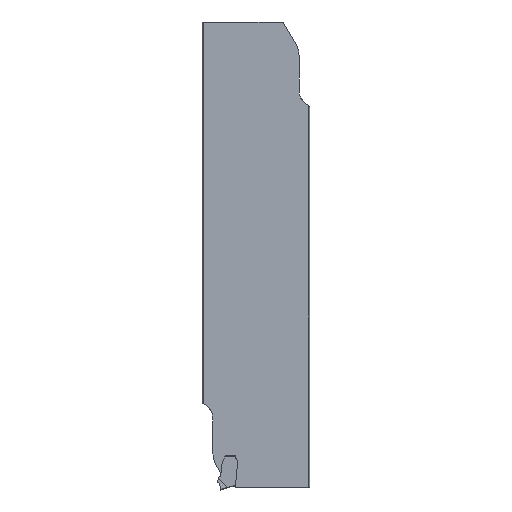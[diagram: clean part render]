
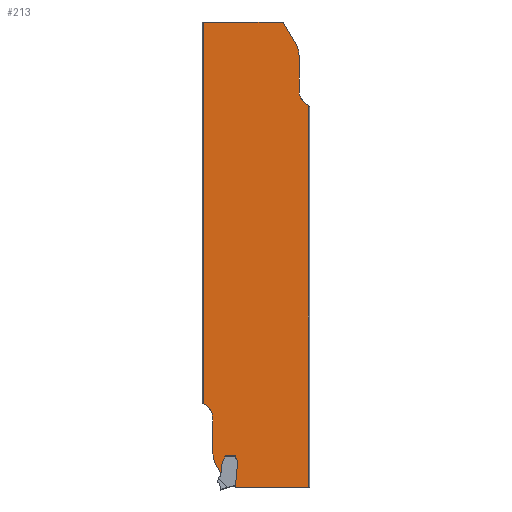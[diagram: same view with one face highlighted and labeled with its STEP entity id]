
A CAD part, left-side view. The second image highlights one B-rep face of the part: STEP entity #213.
In plain terms, the highlighted planar face has unit normal (-1, 0, 0).
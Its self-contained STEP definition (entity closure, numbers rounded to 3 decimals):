
#138=CIRCLE('',#1634,4.1);
#144=CIRCLE('',#1642,6.);
#145=CIRCLE('',#1643,1.);
#146=CIRCLE('',#1644,0.4);
#147=CIRCLE('',#1645,0.45);
#148=CIRCLE('',#1646,0.6);
#149=CIRCLE('',#1647,4.1);
#150=CIRCLE('',#1648,6.);
#213=ADVANCED_FACE('SHANKHEAD_FACE_LEFT',(#330),#291,.T.);
#291=PLANE('',#1649);
#330=FACE_OUTER_BOUND('',#409,.T.);
#409=EDGE_LOOP('',(#529,#530,#531,#532,#533,#534,#535,#536,#537,#538,#539,
#540,#541,#542,#543,#544,#545,#546,#547,#548,#549,#550,#551));
#487=B_SPLINE_CURVE_WITH_KNOTS('',3,(#2339,#2340,#2341,#2342,#2343,#2344,
#2345,#2346,#2347,#2348,#2349,#2350,#2351,#2352,#2353,#2354),
 .UNSPECIFIED.,.F.,.F.,(4,1,1,1,1,1,1,1,1,1,1,1,1,4),(0.,0.136,
0.159,0.166,0.178,0.202,0.218,
0.234,0.245,0.251,0.296,
0.757,0.97,1.),.UNSPECIFIED.);
#529=ORIENTED_EDGE('',*,*,#1097,.F.);
#530=ORIENTED_EDGE('',*,*,#1086,.T.);
#531=ORIENTED_EDGE('',*,*,#1098,.T.);
#532=ORIENTED_EDGE('',*,*,#1099,.T.);
#533=ORIENTED_EDGE('',*,*,#1100,.T.);
#534=ORIENTED_EDGE('',*,*,#1101,.T.);
#535=ORIENTED_EDGE('',*,*,#1102,.F.);
#536=ORIENTED_EDGE('',*,*,#1103,.T.);
#537=ORIENTED_EDGE('',*,*,#1104,.T.);
#538=ORIENTED_EDGE('',*,*,#1105,.T.);
#539=ORIENTED_EDGE('',*,*,#1106,.F.);
#540=ORIENTED_EDGE('',*,*,#1107,.T.);
#541=ORIENTED_EDGE('',*,*,#1108,.T.);
#542=ORIENTED_EDGE('',*,*,#1109,.T.);
#543=ORIENTED_EDGE('',*,*,#1110,.F.);
#544=ORIENTED_EDGE('',*,*,#1111,.T.);
#545=ORIENTED_EDGE('',*,*,#1112,.T.);
#546=ORIENTED_EDGE('',*,*,#1113,.T.);
#547=ORIENTED_EDGE('',*,*,#1114,.T.);
#548=ORIENTED_EDGE('',*,*,#1115,.T.);
#549=ORIENTED_EDGE('',*,*,#1116,.T.);
#550=ORIENTED_EDGE('',*,*,#1117,.T.);
#551=ORIENTED_EDGE('',*,*,#1073,.T.);
#933=VERTEX_POINT('',#2250);
#934=VERTEX_POINT('',#2252);
#939=VERTEX_POINT('',#2282);
#946=VERTEX_POINT('',#2310);
#955=VERTEX_POINT('',#2334);
#956=VERTEX_POINT('',#2336);
#957=VERTEX_POINT('',#2338);
#958=VERTEX_POINT('',#2355);
#959=VERTEX_POINT('',#2357);
#960=VERTEX_POINT('',#2359);
#961=VERTEX_POINT('',#2361);
#962=VERTEX_POINT('',#2363);
#963=VERTEX_POINT('',#2365);
#964=VERTEX_POINT('',#2367);
#965=VERTEX_POINT('',#2369);
#966=VERTEX_POINT('',#2371);
#967=VERTEX_POINT('',#2373);
#968=VERTEX_POINT('',#2375);
#969=VERTEX_POINT('',#2377);
#970=VERTEX_POINT('',#2379);
#971=VERTEX_POINT('',#2381);
#972=VERTEX_POINT('',#2383);
#973=VERTEX_POINT('',#2385);
#1073=EDGE_CURVE('',#934,#933,#1288,.T.);
#1086=EDGE_CURVE('',#939,#946,#138,.T.);
#1097=EDGE_CURVE('',#939,#933,#1300,.T.);
#1098=EDGE_CURVE('',#946,#955,#1301,.T.);
#1099=EDGE_CURVE('',#955,#956,#144,.T.);
#1100=EDGE_CURVE('',#956,#957,#1302,.T.);
#1101=EDGE_CURVE('',#957,#958,#487,.T.);
#1102=EDGE_CURVE('',#959,#958,#145,.T.);
#1103=EDGE_CURVE('',#959,#960,#1303,.T.);
#1104=EDGE_CURVE('',#960,#961,#146,.T.);
#1105=EDGE_CURVE('',#961,#962,#1304,.T.);
#1106=EDGE_CURVE('',#963,#962,#1305,.T.);
#1107=EDGE_CURVE('',#963,#964,#1306,.T.);
#1108=EDGE_CURVE('',#964,#965,#147,.T.);
#1109=EDGE_CURVE('',#965,#966,#1307,.T.);
#1110=EDGE_CURVE('',#967,#966,#148,.T.);
#1111=EDGE_CURVE('',#967,#968,#1308,.T.);
#1112=EDGE_CURVE('',#968,#969,#1309,.T.);
#1113=EDGE_CURVE('',#969,#970,#1310,.T.);
#1114=EDGE_CURVE('',#970,#971,#149,.T.);
#1115=EDGE_CURVE('',#971,#972,#1311,.T.);
#1116=EDGE_CURVE('',#972,#973,#150,.T.);
#1117=EDGE_CURVE('',#973,#934,#1312,.T.);
#1288=LINE('',#2251,#1417);
#1300=LINE('',#2332,#1429);
#1301=LINE('',#2333,#1430);
#1302=LINE('',#2337,#1431);
#1303=LINE('',#2358,#1432);
#1304=LINE('',#2362,#1433);
#1305=LINE('',#2364,#1434);
#1306=LINE('',#2366,#1435);
#1307=LINE('',#2370,#1436);
#1308=LINE('',#2374,#1437);
#1309=LINE('',#2376,#1438);
#1310=LINE('',#2378,#1439);
#1311=LINE('',#2382,#1440);
#1312=LINE('',#2386,#1441);
#1417=VECTOR('',#1796,1.);
#1429=VECTOR('',#1834,1.);
#1430=VECTOR('',#1835,1.);
#1431=VECTOR('',#1838,1.);
#1432=VECTOR('',#1841,1.);
#1433=VECTOR('',#1844,1.);
#1434=VECTOR('',#1845,1.);
#1435=VECTOR('',#1846,1.);
#1436=VECTOR('',#1849,1.);
#1437=VECTOR('',#1852,1.);
#1438=VECTOR('',#1853,1.);
#1439=VECTOR('',#1854,1.);
#1440=VECTOR('',#1857,1.);
#1441=VECTOR('',#1860,1.);
#1634=AXIS2_PLACEMENT_3D('',#2311,#1813,#1814);
#1642=AXIS2_PLACEMENT_3D('',#2335,#1836,#1837);
#1643=AXIS2_PLACEMENT_3D('',#2356,#1839,#1840);
#1644=AXIS2_PLACEMENT_3D('',#2360,#1842,#1843);
#1645=AXIS2_PLACEMENT_3D('',#2368,#1847,#1848);
#1646=AXIS2_PLACEMENT_3D('',#2372,#1850,#1851);
#1647=AXIS2_PLACEMENT_3D('',#2380,#1855,#1856);
#1648=AXIS2_PLACEMENT_3D('',#2384,#1858,#1859);
#1649=AXIS2_PLACEMENT_3D('',#2387,#1861,#1862);
#1796=DIRECTION('',(0.,1.,0.));
#1813=DIRECTION('',(1.,0.,0.));
#1814=DIRECTION('',(0.,1.,0.));
#1834=DIRECTION('',(0.,0.,1.));
#1835=DIRECTION('',(0.,0.,-1.));
#1836=DIRECTION('',(-1.,0.,0.));
#1837=DIRECTION('',(0.,1.,0.));
#1838=DIRECTION('',(0.,-0.5,-0.866));
#1839=DIRECTION('',(-1.,0.,0.));
#1840=DIRECTION('',(0.,1.,0.));
#1841=DIRECTION('',(0.,-0.383,0.924));
#1842=DIRECTION('',(-1.,0.,0.));
#1843=DIRECTION('',(0.,1.,0.));
#1844=DIRECTION('',(0.,-0.212,0.977));
#1845=DIRECTION('',(0.,1.,0.));
#1846=DIRECTION('',(0.,0.,-1.));
#1847=DIRECTION('',(-1.,0.,0.));
#1848=DIRECTION('',(0.,1.,0.));
#1849=DIRECTION('',(0.,-0.574,-0.819));
#1850=DIRECTION('',(-1.,0.,0.));
#1851=DIRECTION('',(0.,1.,0.));
#1852=DIRECTION('',(0.,0.087,-0.996));
#1853=DIRECTION('',(0.,-1.,0.));
#1854=DIRECTION('',(0.,0.,1.));
#1855=DIRECTION('',(1.,0.,0.));
#1856=DIRECTION('',(0.,1.,0.));
#1857=DIRECTION('',(0.,0.,1.));
#1858=DIRECTION('',(-1.,0.,0.));
#1859=DIRECTION('',(0.,1.,0.));
#1860=DIRECTION('',(0.,0.5,0.866));
#1861=DIRECTION('',(-1.,0.,0.));
#1862=DIRECTION('',(0.,1.,0.));
#2250=CARTESIAN_POINT('',(-2.35,25.27,0.));
#2251=CARTESIAN_POINT('',(-2.35,28.25,0.));
#2252=CARTESIAN_POINT('',(-2.35,6.56,0.));
#2282=CARTESIAN_POINT('',(-2.35,25.27,-89.675));
#2310=CARTESIAN_POINT('',(-2.35,23.085,-93.3));
#2311=CARTESIAN_POINT('',(-2.35,27.185,-93.3));
#2332=CARTESIAN_POINT('',(-2.35,25.27,-121.));
#2333=CARTESIAN_POINT('',(-2.35,23.085,-124.085));
#2334=CARTESIAN_POINT('',(-2.35,23.085,-101.256));
#2335=CARTESIAN_POINT('',(-2.35,17.085,-101.256));
#2336=CARTESIAN_POINT('',(-2.35,22.281,-104.256));
#2337=CARTESIAN_POINT('',(-2.35,15.187,-116.543));
#2338=CARTESIAN_POINT('',(-2.35,21.189,-106.148));
#2339=CARTESIAN_POINT('',(-2.35,21.712,-107.079));
#2340=CARTESIAN_POINT('',(-2.35,21.599,-107.014));
#2341=CARTESIAN_POINT('',(-2.35,21.474,-106.941));
#2342=CARTESIAN_POINT('',(-2.35,21.352,-106.871));
#2343=CARTESIAN_POINT('',(-2.35,21.323,-106.854));
#2344=CARTESIAN_POINT('',(-2.35,21.295,-106.835));
#2345=CARTESIAN_POINT('',(-2.35,21.268,-106.804));
#2346=CARTESIAN_POINT('',(-2.35,21.248,-106.764));
#2347=CARTESIAN_POINT('',(-2.35,21.24,-106.73));
#2348=CARTESIAN_POINT('',(-2.35,21.238,-106.701));
#2349=CARTESIAN_POINT('',(-2.35,21.233,-106.645));
#2350=CARTESIAN_POINT('',(-2.35,21.189,-106.144));
#2351=CARTESIAN_POINT('',(-2.35,21.116,-105.317));
#2352=CARTESIAN_POINT('',(-2.35,21.039,-104.437));
#2353=CARTESIAN_POINT('',(-2.35,21.013,-104.134));
#2354=CARTESIAN_POINT('',(-2.35,21.01,-104.096));
#2355=CARTESIAN_POINT('',(-2.35,21.01,-104.096));
#2356=CARTESIAN_POINT('',(-2.35,20.014,-104.185));
#2357=CARTESIAN_POINT('',(-2.35,20.937,-103.802));
#2358=CARTESIAN_POINT('',(-2.35,29.179,-123.7));
#2359=CARTESIAN_POINT('',(-2.35,20.292,-102.243));
#2360=CARTESIAN_POINT('',(-2.35,20.661,-102.09));
#2361=CARTESIAN_POINT('',(-2.35,20.27,-102.175));
#2362=CARTESIAN_POINT('',(-2.35,25.161,-124.754));
#2363=CARTESIAN_POINT('',(-2.35,20.233,-102.));
#2364=CARTESIAN_POINT('',(-2.35,28.25,-102.));
#2365=CARTESIAN_POINT('',(-2.35,17.654,-102.));
#2366=CARTESIAN_POINT('',(-2.35,17.654,-124.085));
#2367=CARTESIAN_POINT('',(-2.35,17.654,-102.508));
#2368=CARTESIAN_POINT('',(-2.35,17.204,-102.508));
#2369=CARTESIAN_POINT('',(-2.35,17.573,-102.766));
#2370=CARTESIAN_POINT('',(-2.35,11.069,-112.055));
#2371=CARTESIAN_POINT('',(-2.35,17.391,-103.025));
#2372=CARTESIAN_POINT('',(-2.35,17.883,-103.369));
#2373=CARTESIAN_POINT('',(-2.35,17.285,-103.422));
#2374=CARTESIAN_POINT('',(-2.35,19.163,-124.88));
#2375=CARTESIAN_POINT('',(-2.35,17.804,-109.35));
#2376=CARTESIAN_POINT('',(-2.35,28.25,-109.35));
#2377=CARTESIAN_POINT('',(-2.35,0.63,-109.35));
#2378=CARTESIAN_POINT('',(-2.35,0.63,-121.));
#2379=CARTESIAN_POINT('',(-2.35,0.63,-19.675));
#2380=CARTESIAN_POINT('',(-2.35,-1.285,-16.05));
#2381=CARTESIAN_POINT('',(-2.35,2.815,-16.05));
#2382=CARTESIAN_POINT('',(-2.35,2.815,-124.085));
#2383=CARTESIAN_POINT('',(-2.35,2.815,-8.094));
#2384=CARTESIAN_POINT('',(-2.35,8.815,-8.094));
#2385=CARTESIAN_POINT('',(-2.35,3.619,-5.094));
#2386=CARTESIAN_POINT('',(-2.35,-41.748,-83.672));
#2387=CARTESIAN_POINT('',(-2.35,28.25,-124.085));
